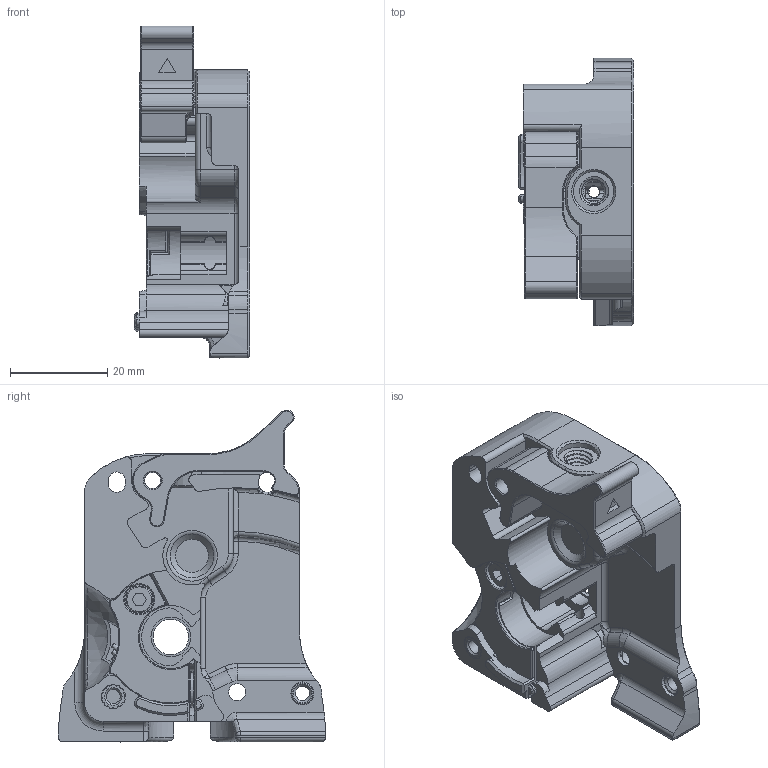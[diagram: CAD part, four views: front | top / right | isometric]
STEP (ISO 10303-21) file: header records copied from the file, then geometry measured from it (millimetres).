
FILE_DESCRIPTION(/* description */ (''),/* implementation_level */ '2;1');
FILE_NAME(/* name */ 'AfterBurner_Clockwork_ERCF_Sensor.step',/* time_stamp */ '2021-10-22T13:57:32+02:00',/* author */ (''),/* organization */ (''),/* preprocessor_version */ 'ST-DEVELOPER v18.1',/* originating_system */ 'Autodesk Translation Framework v10.10.0.1391',/* authorisation */ '');
FILE_SCHEMA (('AUTOMOTIVE_DESIGN { 1 0 10303 214 3 1 1 }'));
Length unit declared in the file: millimetre
Products named in the file (12): Afterburner_Assembly_ERCF; Clockwork; Extruder Body; M3 Threaded Insert (1); Latch; Sensor Naked; M3Washer v1; M3 Washer; Magnet6x3 v1; M3X8 SHCS v2; AH3364Q-P-B v5; Cable_Cover
Assembly tree (16 placements, depth 4):
  Afterburner_Assembly_ERCF
    Clockwork
      Extruder Body
        M3 Threaded Insert (1)  x5
      Latch
    Sensor Naked
      M3Washer v1
        M3 Washer
      Magnet6x3 v1
    M3X8 SHCS v2  x2
    AH3364Q-P-B v5
    Cable_Cover
Bounding box: 23.7 x 55.02 x 68.3 mm (x, y, z)
Volume: 30494.9 mm3; surface area: 16628 mm2
Topology: 16 solids, 16 shells, 1378 faces, 3712 edges, 2402 vertices
Faces by surface type: bspline 484, plane 386, cylinder 341, cone 140, torus 22, sphere 5
Full cylindrical faces by diameter (mm): 2.4 x2, 2.7 x2, 2.9 x5, 3 x2, 3.2 x1, 3.3 x1, 3.4 x1, 3.5 x3, 4.2 x6, 4.25 x5, 4.4 x1, 4.6 x5, 4.7 x3, 4.8 x1, 5.035 x1, 5.5 x2, 6 x5, 6.1 x1, 6.147 x2, 7 x1, 7.3 x1, 8.2 x1, 8.25 x1
Entity records: 35605 total; most frequent: CARTESIAN_POINT 13858, ORIENTED_EDGE 4668, DIRECTION 4230, EDGE_CURVE 2334, AXIS2_PLACEMENT_3D 1563, VERTEX_POINT 1479, LINE 1104, VECTOR 1104
